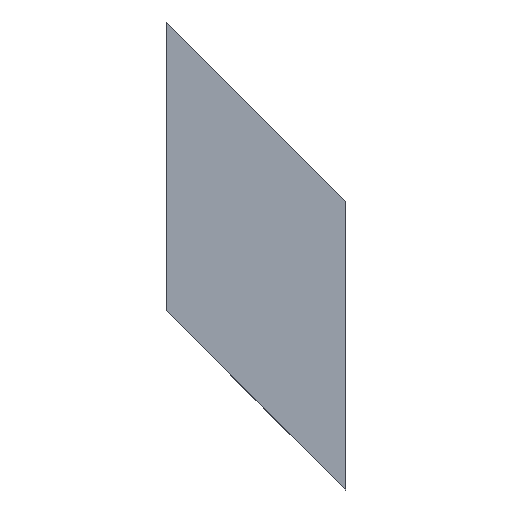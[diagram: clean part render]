
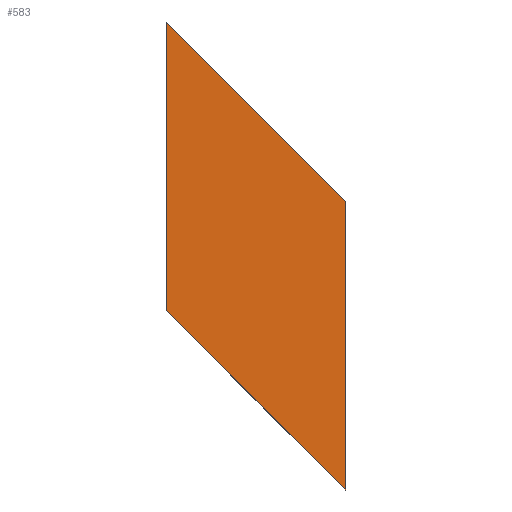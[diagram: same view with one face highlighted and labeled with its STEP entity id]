
A CAD part, left-side view. The second image highlights one B-rep face of the part: STEP entity #583.
In plain terms, the highlighted planar face has unit normal (-1, 0, 0).
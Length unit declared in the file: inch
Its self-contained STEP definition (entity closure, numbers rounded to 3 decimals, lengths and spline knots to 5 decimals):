
#43=FACE_OUTER_BOUND('',#72,.T.);
#72=EDGE_LOOP('',(#522,#523,#524,#525));
#131=LINE('',#888,#211);
#145=LINE('',#915,#225);
#148=LINE('',#921,#228);
#151=LINE('',#926,#231);
#211=VECTOR('',#725,0.3937);
#225=VECTOR('',#751,0.3937);
#228=VECTOR('',#756,0.3937);
#231=VECTOR('',#761,0.3937);
#274=VERTEX_POINT('',#885);
#275=VERTEX_POINT('',#887);
#282=VERTEX_POINT('',#914);
#284=VERTEX_POINT('',#920);
#344=EDGE_CURVE('',#275,#274,#131,.T.);
#358=EDGE_CURVE('',#274,#282,#145,.T.);
#361=EDGE_CURVE('',#282,#284,#148,.T.);
#364=EDGE_CURVE('',#284,#275,#151,.T.);
#522=ORIENTED_EDGE('',*,*,#344,.T.);
#523=ORIENTED_EDGE('',*,*,#358,.T.);
#524=ORIENTED_EDGE('',*,*,#361,.T.);
#525=ORIENTED_EDGE('',*,*,#364,.T.);
#554=PLANE('',#626);
#583=ADVANCED_FACE('',(#43),#554,.F.);
#626=AXIS2_PLACEMENT_3D('',#929,#765,#766);
#725=DIRECTION('',(0.,-0.707,-0.707));
#751=DIRECTION('',(0.,0.,1.));
#756=DIRECTION('',(0.,0.707,0.707));
#761=DIRECTION('',(0.,0.,-1.));
#765=DIRECTION('center_axis',(1.,0.,0.));
#766=DIRECTION('ref_axis',(0.,0.,-1.));
#885=CARTESIAN_POINT('',(0.,0.,-10.25));
#887=CARTESIAN_POINT('',(0.,6.36396,-3.88604));
#888=CARTESIAN_POINT('',(0.,6.36396,-3.88604));
#914=CARTESIAN_POINT('',(0.,0.,0.));
#915=CARTESIAN_POINT('',(0.,0.,-10.25));
#920=CARTESIAN_POINT('',(0.,6.36396,6.36396));
#921=CARTESIAN_POINT('',(0.,0.,0.));
#926=CARTESIAN_POINT('',(0.,6.36396,6.36396));
#929=CARTESIAN_POINT('Origin',(0.,3.18198,-1.94302));
